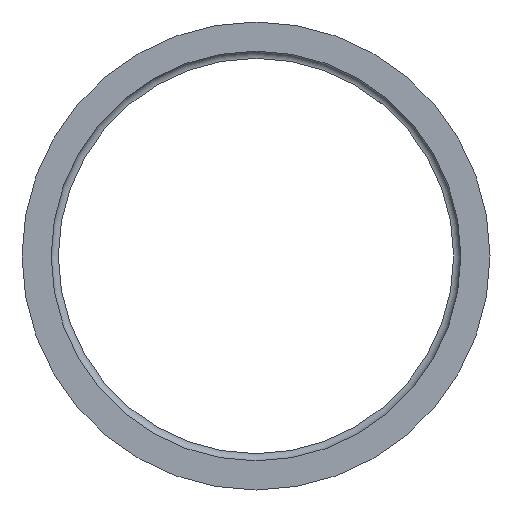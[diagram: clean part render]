
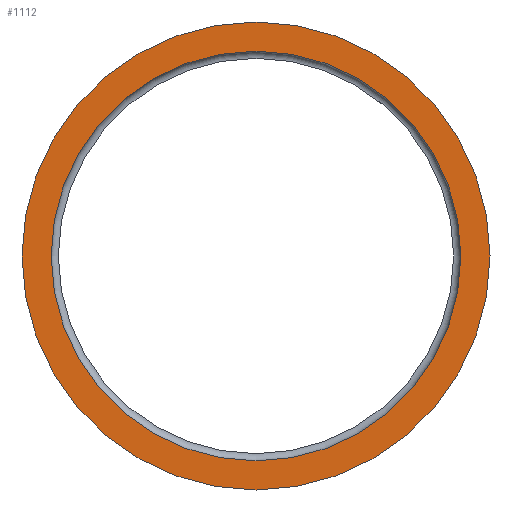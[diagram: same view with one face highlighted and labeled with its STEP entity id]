
A CAD part, front view. The second image highlights one B-rep face of the part: STEP entity #1112.
In plain terms, the highlighted planar face has unit normal (0, -1, 0).
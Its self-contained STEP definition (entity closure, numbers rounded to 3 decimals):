
#26=FACE_BOUND('',#190,.T.);
#49=CIRCLE('',#1156,28.45);
#51=CIRCLE('',#1160,32.5);
#61=PLANE('',#1162);
#120=FACE_OUTER_BOUND('',#189,.T.);
#189=EDGE_LOOP('',(#1009));
#190=EDGE_LOOP('',(#1010));
#507=VERTEX_POINT('',#2846);
#509=VERTEX_POINT('',#2854);
#672=EDGE_CURVE('',#507,#507,#49,.T.);
#676=EDGE_CURVE('',#509,#509,#51,.T.);
#1009=ORIENTED_EDGE('',*,*,#676,.F.);
#1010=ORIENTED_EDGE('',*,*,#672,.T.);
#1112=ADVANCED_FACE('',(#120,#26),#61,.F.);
#1156=AXIS2_PLACEMENT_3D('',#2848,#1282,#1283);
#1160=AXIS2_PLACEMENT_3D('',#2856,#1292,#1293);
#1162=AXIS2_PLACEMENT_3D('',#2858,#1296,#1297);
#1282=DIRECTION('center_axis',(0.,1.,0.));
#1283=DIRECTION('ref_axis',(1.,0.,0.));
#1292=DIRECTION('center_axis',(0.,1.,0.));
#1293=DIRECTION('ref_axis',(1.,0.,0.));
#1296=DIRECTION('center_axis',(0.,1.,0.));
#1297=DIRECTION('ref_axis',(1.,0.,0.));
#2846=CARTESIAN_POINT('',(-28.45,0.,0.));
#2848=CARTESIAN_POINT('Origin',(0.,0.,0.));
#2854=CARTESIAN_POINT('',(-32.5,0.,0.));
#2856=CARTESIAN_POINT('Origin',(0.,0.,0.));
#2858=CARTESIAN_POINT('Origin',(0.,0.,0.));
